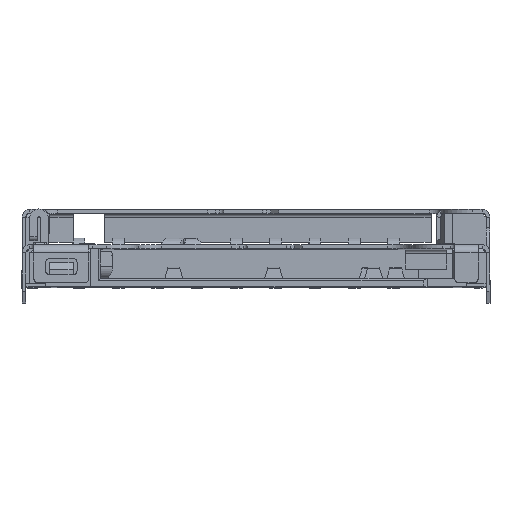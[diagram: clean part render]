
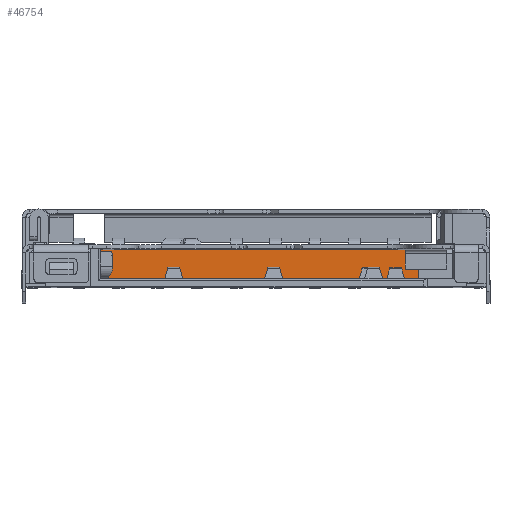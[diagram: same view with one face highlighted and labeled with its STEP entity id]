
A CAD part, top view. The second image highlights one B-rep face of the part: STEP entity #46754.
In plain terms, the highlighted planar face has unit normal (0, 0, 1).
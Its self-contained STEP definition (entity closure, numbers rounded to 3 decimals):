
#3069 = LINE ( 'NONE', #3371, #34346 ) ;
#3371 = CARTESIAN_POINT ( 'NONE',  ( 4.14, 0.98, -4.15 ) ) ;
#6039 = CARTESIAN_POINT ( 'NONE',  ( -5.05, 0.165, -4.15 ) ) ;
#6057 = EDGE_CURVE ( 'NONE', #18238, #17741, #29936, .T. ) ;
#7569 = DIRECTION ( 'NONE',  ( 1., 0., 0. ) ) ;
#7829 = DIRECTION ( 'NONE',  ( 0., 0., -1. ) ) ;
#9183 = EDGE_LOOP ( 'NONE', ( #51854, #19872, #43745, #12575, #48662, #11715 ) ) ;
#10075 = CARTESIAN_POINT ( 'NONE',  ( -5.06, 0.23, -4.15 ) ) ;
#11181 = VECTOR ( 'NONE', #22550, 1000. ) ;
#11715 = ORIENTED_EDGE ( 'NONE', *, *, #15843, .T. ) ;
#12575 = ORIENTED_EDGE ( 'NONE', *, *, #6057, .T. ) ;
#13213 = CARTESIAN_POINT ( 'NONE',  ( 4.14, 0.23, -4.15 ) ) ;
#14010 = EDGE_CURVE ( 'NONE', #17741, #49126, #47893, .T. ) ;
#15523 = PLANE ( 'NONE',  #37267 ) ;
#15812 = CARTESIAN_POINT ( 'NONE',  ( -5.05, 0.165, -4.15 ) ) ;
#15843 = EDGE_CURVE ( 'NONE', #49126, #28255, #28854, .T. ) ;
#17405 = DIRECTION ( 'NONE',  ( 1., 0., 0. ) ) ;
#17741 = VERTEX_POINT ( 'NONE', #10075 ) ;
#18238 = VERTEX_POINT ( 'NONE', #23606 ) ;
#19710 = DIRECTION ( 'NONE',  ( -1., 0., 0. ) ) ;
#19872 = ORIENTED_EDGE ( 'NONE', *, *, #22936, .F. ) ;
#22550 = DIRECTION ( 'NONE',  ( 0., -1., 0. ) ) ;
#22936 = EDGE_CURVE ( 'NONE', #51799, #26013, #33681, .T. ) ;
#23606 = CARTESIAN_POINT ( 'NONE',  ( -5.06, 0.98, -4.15 ) ) ;
#25007 = CARTESIAN_POINT ( 'NONE',  ( -5.05, 0.23, -4.15 ) ) ;
#25747 = VECTOR ( 'NONE', #51443, 1000. ) ;
#26013 = VERTEX_POINT ( 'NONE', #42681 ) ;
#26969 = LINE ( 'NONE', #6039, #50107 ) ;
#27735 = CARTESIAN_POINT ( 'NONE',  ( -5.05, 0.23, -4.15 ) ) ;
#28255 = VERTEX_POINT ( 'NONE', #15812 ) ;
#28854 = LINE ( 'NONE', #47437, #25747 ) ;
#29936 = LINE ( 'NONE', #46556, #11181 ) ;
#33662 = FACE_OUTER_BOUND ( 'NONE', #9183, .T. ) ;
#33681 = LINE ( 'NONE', #37455, #34922 ) ;
#34346 = VECTOR ( 'NONE', #7569, 1000. ) ;
#34922 = VECTOR ( 'NONE', #45491, 1000. ) ;
#37267 = AXIS2_PLACEMENT_3D ( 'NONE', #27735, #7829, #19710 ) ;
#37455 = CARTESIAN_POINT ( 'NONE',  ( 4.14, 0.23, -4.15 ) ) ;
#42587 = DIRECTION ( 'NONE',  ( 1., 0., 0. ) ) ;
#42681 = CARTESIAN_POINT ( 'NONE',  ( 4.14, 0.165, -4.15 ) ) ;
#43745 = ORIENTED_EDGE ( 'NONE', *, *, #48861, .F. ) ;
#45372 = EDGE_CURVE ( 'NONE', #28255, #26013, #26969, .T. ) ;
#45491 = DIRECTION ( 'NONE',  ( 0., -1., 0. ) ) ;
#46556 = CARTESIAN_POINT ( 'NONE',  ( -5.06, 0.98, -4.15 ) ) ;
#46754 = ADVANCED_FACE ( 'NONE', ( #33662 ), #15523, .F. ) ;
#47437 = CARTESIAN_POINT ( 'NONE',  ( -5.05, 0.23, -4.15 ) ) ;
#47893 = LINE ( 'NONE', #13213, #50993 ) ;
#48662 = ORIENTED_EDGE ( 'NONE', *, *, #14010, .T. ) ;
#48861 = EDGE_CURVE ( 'NONE', #18238, #51799, #3069, .T. ) ;
#49126 = VERTEX_POINT ( 'NONE', #25007 ) ;
#50107 = VECTOR ( 'NONE', #42587, 1000. ) ;
#50130 = CARTESIAN_POINT ( 'NONE',  ( 4.14, 0.98, -4.15 ) ) ;
#50993 = VECTOR ( 'NONE', #17405, 1000. ) ;
#51443 = DIRECTION ( 'NONE',  ( 0., -1., 0. ) ) ;
#51799 = VERTEX_POINT ( 'NONE', #50130 ) ;
#51854 = ORIENTED_EDGE ( 'NONE', *, *, #45372, .T. ) ;
